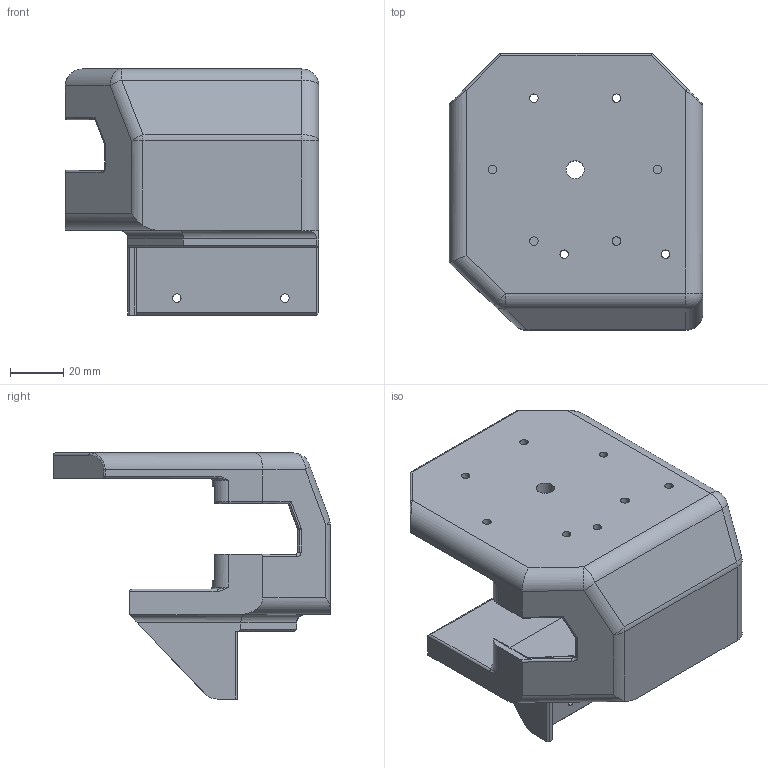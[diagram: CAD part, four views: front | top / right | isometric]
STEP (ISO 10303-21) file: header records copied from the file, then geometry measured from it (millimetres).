
FILE_DESCRIPTION (( 'STEP AP214' ), '1' );
FILE_NAME ('AARL_QR_FR_BO_025v7.STEP', '2024-06-21T05:33:38', ( '' ), ( '' ), 'SwSTEP 2.0', 'SolidWorks 2024', '' );
FILE_SCHEMA (( 'AUTOMOTIVE_DESIGN' ));
Length unit declared in the file: inch
Products named in the file (1): AARL_QR_FR_BO_025v7
Bounding box: 95.25 x 103.98 x 92.46 mm (x, y, z)
Volume: 195410.2 mm3; surface area: 55707.9 mm2
Topology: 1 solids, 1 shells, 266 faces, 683 edges, 423 vertices
Faces by surface type: plane 122, cylinder 99, bspline 25, torus 11, sphere 6, cone 3
Entity records: 10316 total; most frequent: CARTESIAN_POINT 4042, ORIENTED_EDGE 1348, DIRECTION 1217, EDGE_CURVE 674, VERTEX_POINT 423, AXIS2_PLACEMENT_3D 417, VECTOR 383, LINE 383
